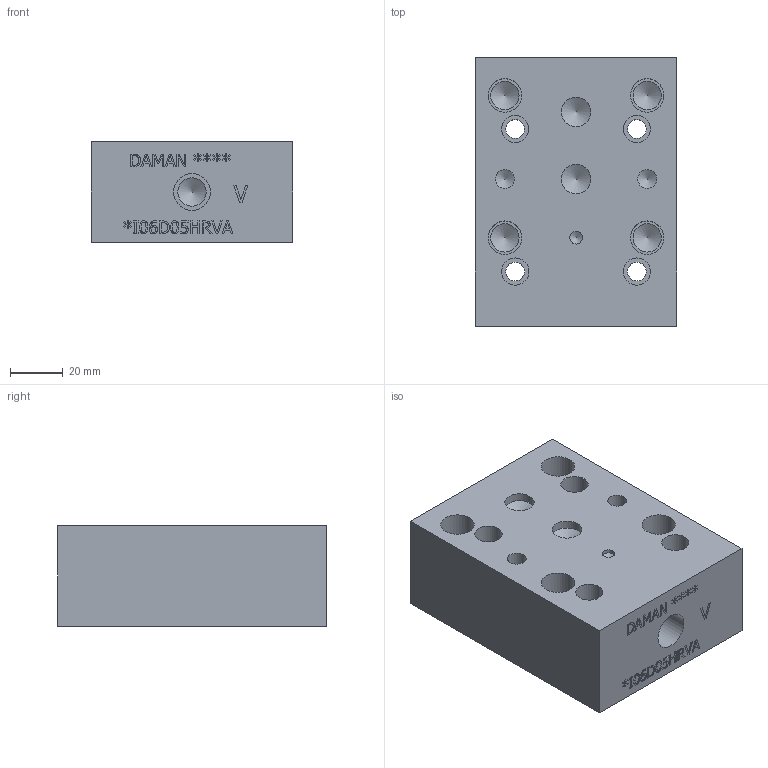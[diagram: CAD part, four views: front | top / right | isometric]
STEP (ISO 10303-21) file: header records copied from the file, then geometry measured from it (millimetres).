
FILE_DESCRIPTION(/* description */ (''),/* implementation_level */ '2;1');
FILE_NAME(/* name */ '_I06D05HRVA.stp',/* time_stamp */ '2021-11-29T09:21:58-05:00',/* author */ ('jrf'),/* organization */ (''),/* preprocessor_version */ 'ST-DEVELOPER v18',/* originating_system */ 'Autodesk Inventor 2020',/* authorisation */ '');
FILE_SCHEMA (('AUTOMOTIVE_DESIGN { 1 0 10303 214 3 1 1 }'));
Length unit declared in the file: millimetre
Products named in the file (1): Part_DI06D05HRVA_3D
Bounding box: 76.2 x 101.6 x 38.1 mm (x, y, z)
Volume: 266006.3 mm3; surface area: 39159.9 mm2
Topology: 1 solids, 1 shells, 400 faces, 1090 edges, 739 vertices
Faces by surface type: plane 271, bspline 79, cylinder 38, cone 12
Full cylindrical faces by diameter (mm): 4.775 x1, 7.137 x2, 10.312 x4, 10.719 x5, 11.125 x5, 12.7 x4, 13.868 x1, 15.875 x6
Entity records: 13325 total; most frequent: CARTESIAN_POINT 3245, ORIENTED_EDGE 2156, DIRECTION 1689, EDGE_CURVE 1078, LINE 795, VECTOR 795, VERTEX_POINT 739, EDGE_LOOP 467
